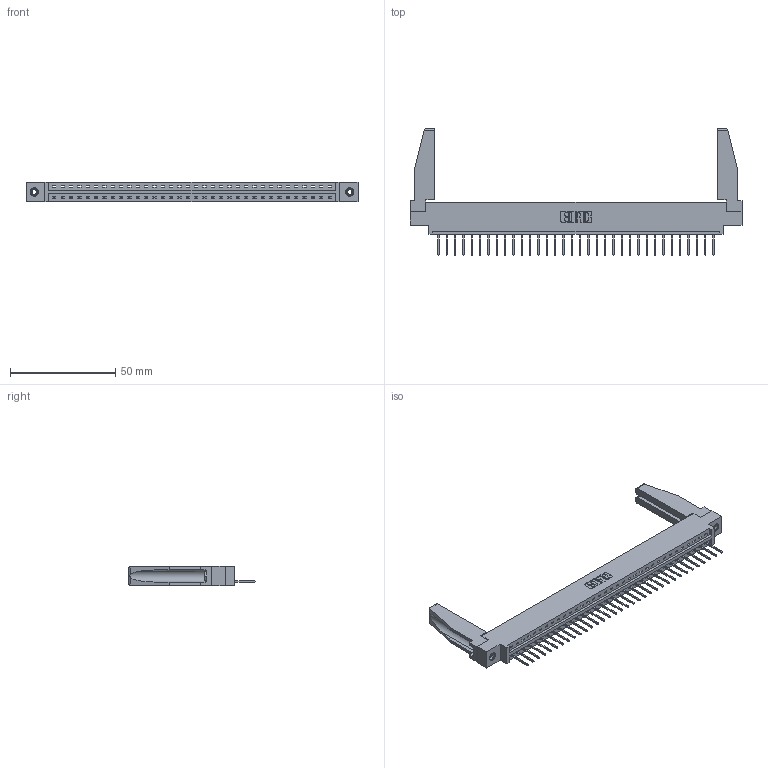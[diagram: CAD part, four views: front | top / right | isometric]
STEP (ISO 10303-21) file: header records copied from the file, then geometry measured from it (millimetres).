
FILE_DESCRIPTION (( 'STEP AP203' ), '1' );
FILE_NAME ('387-034-523-678.STEP', '2019-10-04T11:05:06', ( '' ), ( '' ), 'SwSTEP 2.0', 'SolidWorks 2016', '' );
FILE_SCHEMA (( 'CONFIG_CONTROL_DESIGN' ));
Length unit declared in the file: inch
Products named in the file (5): 307-220-078; 387-034-523-678; 345-250-001_345-250-001-102; 337 Part_0.170 Offset - 0.156 Dia-TI; 345-292-001_345-293-123
Assembly tree (39 placements, depth 2):
  387-034-523-678
    337 Part_0.170 Offset - 0.156 Dia-TI
    345-292-001_345-293-123  x34
    345-250-001_345-250-001-102  x2
    307-220-078  x2
Bounding box: 157.73 x 59.95 x 9.4 mm (x, y, z)
Volume: 20156.4 mm3; surface area: 20621 mm2
Topology: 39 solids, 39 shells, 2356 faces, 7045 edges, 4642 vertices
Faces by surface type: plane 1722, cylinder 618, cone 12, torus 4
Entity records: 28898 total; most frequent: CARTESIAN_POINT 5026, ORIENTED_EDGE 4952, DIRECTION 4256, EDGE_CURVE 2476, LINE 2310, VECTOR 2310, VERTEX_POINT 1644, AXIS2_PLACEMENT_3D 973
